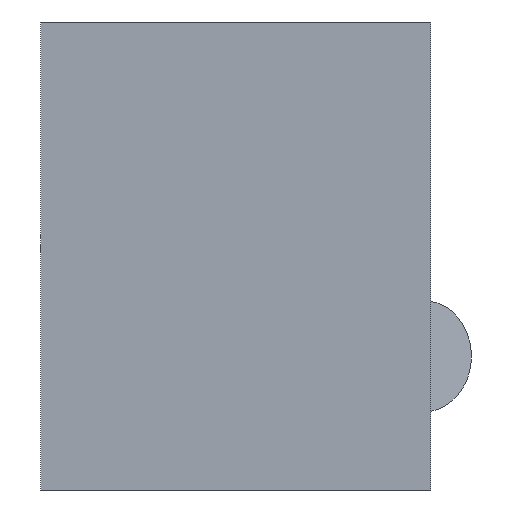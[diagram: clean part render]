
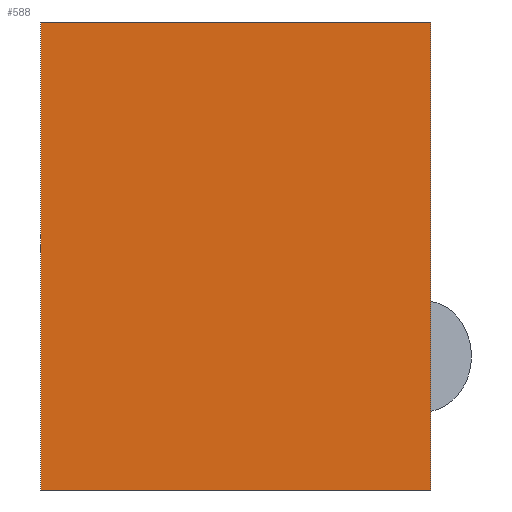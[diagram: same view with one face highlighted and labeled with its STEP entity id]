
A CAD part, front view. The second image highlights one B-rep face of the part: STEP entity #588.
In plain terms, the highlighted free-form (B-spline) face has degree [1, 1] with [2, 2] control points.
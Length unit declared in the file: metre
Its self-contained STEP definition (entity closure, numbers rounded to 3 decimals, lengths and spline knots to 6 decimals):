
#54=CARTESIAN_POINT('',(-5.,-7.,0.));
#55=VERTEX_POINT('',#54);
#56=CARTESIAN_POINT('',(5.,-7.,0.));
#57=VERTEX_POINT('',#56);
#62=CARTESIAN_POINT('',(-5.,-7.,12.));
#63=VERTEX_POINT('',#62);
#64=CARTESIAN_POINT('',(5.,-7.,12.));
#65=VERTEX_POINT('',#64);
#224=CARTESIAN_POINT('',(5.,-7.,0.));
#225=DIRECTION('',(-1.,0.,0.));
#226=VECTOR('',#225,10.);
#227=LINE('',#224,#226);
#228=EDGE_CURVE('',#57,#55,#227,.T.);
#244=CARTESIAN_POINT('',(5.,-7.,12.));
#245=DIRECTION('',(-1.,0.,0.));
#246=VECTOR('',#245,10.);
#247=LINE('',#244,#246);
#248=EDGE_CURVE('',#65,#63,#247,.T.);
#264=CARTESIAN_POINT('',(-5.,-7.,0.));
#265=DIRECTION('',(0.,0.,1.));
#266=VECTOR('',#265,12.);
#267=LINE('',#264,#266);
#268=EDGE_CURVE('',#55,#63,#267,.T.);
#269=CARTESIAN_POINT('',(5.,-7.,0.));
#270=DIRECTION('',(0.,0.,1.));
#271=VECTOR('',#270,12.);
#272=LINE('',#269,#271);
#273=EDGE_CURVE('',#57,#65,#272,.T.);
#577=CARTESIAN_POINT('',(5.,-7.,0.));
#578=CARTESIAN_POINT('',(5.,-7.,12.));
#579=CARTESIAN_POINT('',(-5.,-7.,0.));
#580=CARTESIAN_POINT('',(-5.,-7.,12.));
#581=B_SPLINE_SURFACE_WITH_KNOTS('',1,1,((#577,#578),(#579,#580)),.UNSPECIFIED.,.F.,.F.,.U.,(2,2),(2,2),(0.,1.),(0.,1.),.UNSPECIFIED.);
#582=ORIENTED_EDGE('',*,*,#228,.F.);
#583=ORIENTED_EDGE('',*,*,#268,.F.);
#584=ORIENTED_EDGE('',*,*,#248,.T.);
#585=ORIENTED_EDGE('',*,*,#273,.T.);
#586=EDGE_LOOP('',(#585,#584,#583,#582));
#587=FACE_OUTER_BOUND('',#586,.T.);
#588=ADVANCED_FACE('',(#587),#581,.F.);
